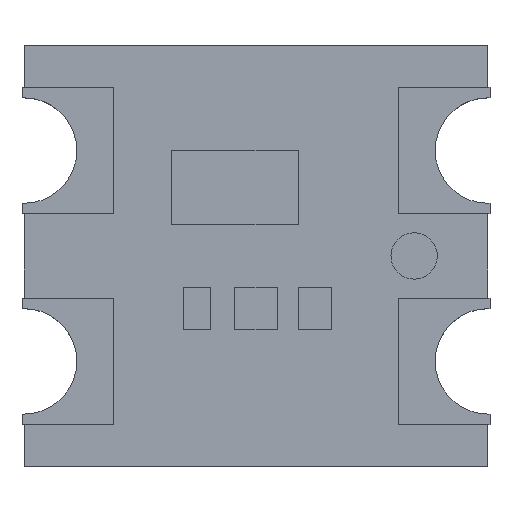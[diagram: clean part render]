
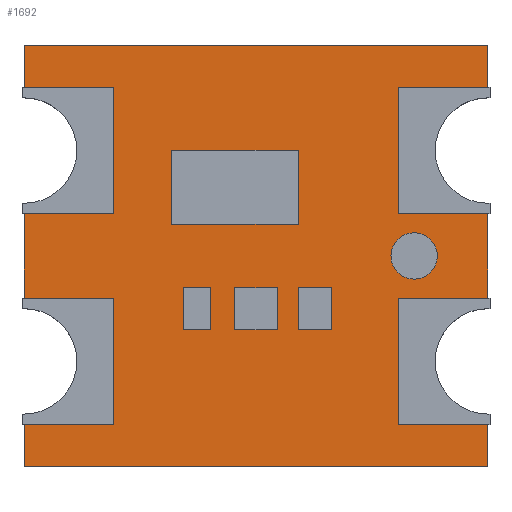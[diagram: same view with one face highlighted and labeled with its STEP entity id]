
A CAD part, top view. The second image highlights one B-rep face of the part: STEP entity #1692.
In plain terms, the highlighted planar face has unit normal (0, 0, 1).
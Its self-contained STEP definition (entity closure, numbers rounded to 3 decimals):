
#14=FACE_BOUND('',#187,.T.);
#15=FACE_BOUND('',#188,.T.);
#16=FACE_BOUND('',#189,.T.);
#17=FACE_BOUND('',#190,.T.);
#18=FACE_BOUND('',#191,.T.);
#21=CIRCLE('',#1736,0.11);
#101=FACE_OUTER_BOUND('',#186,.T.);
#186=EDGE_LOOP('',(#1351,#1352,#1353,#1354,#1355,#1356,#1357,#1358,#1359,
#1360,#1361,#1362,#1363,#1364,#1365,#1366,#1367,#1368,#1369,#1370));
#187=EDGE_LOOP('',(#1371));
#188=EDGE_LOOP('',(#1372,#1373,#1374,#1375));
#189=EDGE_LOOP('',(#1376,#1377,#1378,#1379));
#190=EDGE_LOOP('',(#1380,#1381,#1382,#1383));
#191=EDGE_LOOP('',(#1384,#1385,#1386,#1387));
#236=LINE('',#2293,#457);
#240=LINE('',#2301,#461);
#243=LINE('',#2307,#464);
#246=LINE('',#2312,#467);
#248=LINE('',#2318,#469);
#252=LINE('',#2326,#473);
#255=LINE('',#2332,#476);
#258=LINE('',#2337,#479);
#260=LINE('',#2343,#481);
#264=LINE('',#2351,#485);
#267=LINE('',#2357,#488);
#270=LINE('',#2362,#491);
#272=LINE('',#2368,#493);
#276=LINE('',#2376,#497);
#279=LINE('',#2382,#500);
#282=LINE('',#2387,#503);
#320=LINE('',#2470,#541);
#331=LINE('',#2494,#552);
#350=LINE('',#2535,#571);
#367=LINE('',#2567,#588);
#369=LINE('',#2571,#590);
#375=LINE('',#2585,#596);
#392=LINE('',#2617,#613);
#395=LINE('',#2624,#616);
#399=LINE('',#2634,#620);
#404=LINE('',#2642,#625);
#406=LINE('',#2648,#627);
#407=LINE('',#2650,#628);
#408=LINE('',#2651,#629);
#409=LINE('',#2653,#630);
#410=LINE('',#2654,#631);
#411=LINE('',#2655,#632);
#412=LINE('',#2656,#633);
#413=LINE('',#2658,#634);
#414=LINE('',#2660,#635);
#415=LINE('',#2661,#636);
#457=VECTOR('',#1875,10.);
#461=VECTOR('',#1881,10.);
#464=VECTOR('',#1886,10.);
#467=VECTOR('',#1891,10.);
#469=VECTOR('',#1897,10.);
#473=VECTOR('',#1903,10.);
#476=VECTOR('',#1908,10.);
#479=VECTOR('',#1913,10.);
#481=VECTOR('',#1919,10.);
#485=VECTOR('',#1925,10.);
#488=VECTOR('',#1930,10.);
#491=VECTOR('',#1935,10.);
#493=VECTOR('',#1941,10.);
#497=VECTOR('',#1947,10.);
#500=VECTOR('',#1952,10.);
#503=VECTOR('',#1957,10.);
#541=VECTOR('',#2019,10.);
#552=VECTOR('',#2036,10.);
#571=VECTOR('',#2065,10.);
#588=VECTOR('',#2092,10.);
#590=VECTOR('',#2096,10.);
#596=VECTOR('',#2108,10.);
#613=VECTOR('',#2135,10.);
#616=VECTOR('',#2140,10.);
#620=VECTOR('',#2150,10.);
#625=VECTOR('',#2157,10.);
#627=VECTOR('',#2165,10.);
#628=VECTOR('',#2166,10.);
#629=VECTOR('',#2167,10.);
#630=VECTOR('',#2168,10.);
#631=VECTOR('',#2169,10.);
#632=VECTOR('',#2170,10.);
#633=VECTOR('',#2171,10.);
#634=VECTOR('',#2172,10.);
#635=VECTOR('',#2173,10.);
#636=VECTOR('',#2174,10.);
#670=VERTEX_POINT('',#2286);
#671=VERTEX_POINT('',#2291);
#672=VERTEX_POINT('',#2292);
#675=VERTEX_POINT('',#2300);
#677=VERTEX_POINT('',#2306);
#679=VERTEX_POINT('',#2316);
#680=VERTEX_POINT('',#2317);
#683=VERTEX_POINT('',#2325);
#685=VERTEX_POINT('',#2331);
#687=VERTEX_POINT('',#2341);
#688=VERTEX_POINT('',#2342);
#691=VERTEX_POINT('',#2350);
#693=VERTEX_POINT('',#2356);
#695=VERTEX_POINT('',#2366);
#696=VERTEX_POINT('',#2367);
#699=VERTEX_POINT('',#2375);
#701=VERTEX_POINT('',#2381);
#734=VERTEX_POINT('',#2467);
#735=VERTEX_POINT('',#2469);
#744=VERTEX_POINT('',#2491);
#745=VERTEX_POINT('',#2493);
#761=VERTEX_POINT('',#2532);
#762=VERTEX_POINT('',#2534);
#772=VERTEX_POINT('',#2565);
#773=VERTEX_POINT('',#2570);
#777=VERTEX_POINT('',#2582);
#778=VERTEX_POINT('',#2584);
#788=VERTEX_POINT('',#2615);
#790=VERTEX_POINT('',#2621);
#791=VERTEX_POINT('',#2623);
#793=VERTEX_POINT('',#2632);
#794=VERTEX_POINT('',#2633);
#797=VERTEX_POINT('',#2647);
#798=VERTEX_POINT('',#2649);
#799=VERTEX_POINT('',#2652);
#800=VERTEX_POINT('',#2657);
#801=VERTEX_POINT('',#2659);
#833=EDGE_CURVE('',#670,#670,#21,.T.);
#834=EDGE_CURVE('',#671,#672,#236,.T.);
#838=EDGE_CURVE('',#672,#675,#240,.T.);
#841=EDGE_CURVE('',#675,#677,#243,.T.);
#844=EDGE_CURVE('',#677,#671,#246,.T.);
#846=EDGE_CURVE('',#679,#680,#248,.T.);
#850=EDGE_CURVE('',#680,#683,#252,.T.);
#853=EDGE_CURVE('',#683,#685,#255,.T.);
#856=EDGE_CURVE('',#685,#679,#258,.T.);
#858=EDGE_CURVE('',#687,#688,#260,.T.);
#862=EDGE_CURVE('',#688,#691,#264,.T.);
#865=EDGE_CURVE('',#691,#693,#267,.T.);
#868=EDGE_CURVE('',#693,#687,#270,.T.);
#870=EDGE_CURVE('',#695,#696,#272,.T.);
#874=EDGE_CURVE('',#696,#699,#276,.T.);
#877=EDGE_CURVE('',#699,#701,#279,.T.);
#880=EDGE_CURVE('',#701,#695,#282,.T.);
#918=EDGE_CURVE('',#735,#734,#320,.T.);
#929=EDGE_CURVE('',#745,#744,#331,.T.);
#948=EDGE_CURVE('',#762,#761,#350,.T.);
#966=EDGE_CURVE('',#734,#772,#367,.T.);
#968=EDGE_CURVE('',#773,#745,#369,.T.);
#975=EDGE_CURVE('',#778,#777,#375,.T.);
#993=EDGE_CURVE('',#744,#788,#392,.T.);
#996=EDGE_CURVE('',#791,#790,#395,.T.);
#1001=EDGE_CURVE('',#793,#794,#399,.T.);
#1006=EDGE_CURVE('',#794,#762,#404,.T.);
#1009=EDGE_CURVE('',#761,#797,#406,.T.);
#1010=EDGE_CURVE('',#797,#798,#407,.T.);
#1011=EDGE_CURVE('',#798,#778,#408,.T.);
#1012=EDGE_CURVE('',#777,#799,#409,.T.);
#1013=EDGE_CURVE('',#799,#735,#410,.T.);
#1014=EDGE_CURVE('',#772,#773,#411,.T.);
#1015=EDGE_CURVE('',#788,#791,#412,.T.);
#1016=EDGE_CURVE('',#790,#800,#413,.T.);
#1017=EDGE_CURVE('',#800,#801,#414,.T.);
#1018=EDGE_CURVE('',#801,#793,#415,.T.);
#1351=ORIENTED_EDGE('',*,*,#1001,.T.);
#1352=ORIENTED_EDGE('',*,*,#1006,.T.);
#1353=ORIENTED_EDGE('',*,*,#948,.T.);
#1354=ORIENTED_EDGE('',*,*,#1009,.T.);
#1355=ORIENTED_EDGE('',*,*,#1010,.T.);
#1356=ORIENTED_EDGE('',*,*,#1011,.T.);
#1357=ORIENTED_EDGE('',*,*,#975,.T.);
#1358=ORIENTED_EDGE('',*,*,#1012,.T.);
#1359=ORIENTED_EDGE('',*,*,#1013,.T.);
#1360=ORIENTED_EDGE('',*,*,#918,.T.);
#1361=ORIENTED_EDGE('',*,*,#966,.T.);
#1362=ORIENTED_EDGE('',*,*,#1014,.T.);
#1363=ORIENTED_EDGE('',*,*,#968,.T.);
#1364=ORIENTED_EDGE('',*,*,#929,.T.);
#1365=ORIENTED_EDGE('',*,*,#993,.T.);
#1366=ORIENTED_EDGE('',*,*,#1015,.T.);
#1367=ORIENTED_EDGE('',*,*,#996,.T.);
#1368=ORIENTED_EDGE('',*,*,#1016,.T.);
#1369=ORIENTED_EDGE('',*,*,#1017,.T.);
#1370=ORIENTED_EDGE('',*,*,#1018,.T.);
#1371=ORIENTED_EDGE('',*,*,#833,.T.);
#1372=ORIENTED_EDGE('',*,*,#834,.T.);
#1373=ORIENTED_EDGE('',*,*,#838,.T.);
#1374=ORIENTED_EDGE('',*,*,#841,.T.);
#1375=ORIENTED_EDGE('',*,*,#844,.T.);
#1376=ORIENTED_EDGE('',*,*,#846,.T.);
#1377=ORIENTED_EDGE('',*,*,#850,.T.);
#1378=ORIENTED_EDGE('',*,*,#853,.T.);
#1379=ORIENTED_EDGE('',*,*,#856,.T.);
#1380=ORIENTED_EDGE('',*,*,#858,.T.);
#1381=ORIENTED_EDGE('',*,*,#862,.T.);
#1382=ORIENTED_EDGE('',*,*,#865,.T.);
#1383=ORIENTED_EDGE('',*,*,#868,.T.);
#1384=ORIENTED_EDGE('',*,*,#870,.T.);
#1385=ORIENTED_EDGE('',*,*,#874,.T.);
#1386=ORIENTED_EDGE('',*,*,#877,.T.);
#1387=ORIENTED_EDGE('',*,*,#880,.T.);
#1565=PLANE('',#1798);
#1692=ADVANCED_FACE('',(#101,#14,#15,#16,#17,#18),#1565,.T.);
#1736=AXIS2_PLACEMENT_3D('',#2288,#1869,#1870);
#1798=AXIS2_PLACEMENT_3D('',#2646,#2163,#2164);
#1869=DIRECTION('center_axis',(0.,0.,-1.));
#1870=DIRECTION('ref_axis',(-1.,0.,0.));
#1875=DIRECTION('',(0.,1.,0.));
#1881=DIRECTION('',(1.,0.,0.));
#1886=DIRECTION('',(0.,-1.,0.));
#1891=DIRECTION('',(-1.,0.,0.));
#1897=DIRECTION('',(0.,-1.,0.));
#1903=DIRECTION('',(-1.,0.,0.));
#1908=DIRECTION('',(0.,1.,0.));
#1913=DIRECTION('',(1.,0.,0.));
#1919=DIRECTION('',(0.,1.,0.));
#1925=DIRECTION('',(1.,0.,0.));
#1930=DIRECTION('',(0.,-1.,0.));
#1935=DIRECTION('',(-1.,0.,0.));
#1941=DIRECTION('',(0.,-1.,0.));
#1947=DIRECTION('',(-1.,0.,0.));
#1952=DIRECTION('',(0.,1.,0.));
#1957=DIRECTION('',(1.,0.,0.));
#2019=DIRECTION('',(0.,-1.,0.));
#2036=DIRECTION('',(0.,-1.,0.));
#2065=DIRECTION('',(1.,0.,0.));
#2092=DIRECTION('',(1.,0.,0.));
#2096=DIRECTION('',(-1.,0.,0.));
#2108=DIRECTION('',(1.,0.,0.));
#2135=DIRECTION('',(1.,0.,0.));
#2140=DIRECTION('',(-1.,0.,0.));
#2150=DIRECTION('',(-1.,0.,0.));
#2157=DIRECTION('',(0.,1.,0.));
#2163=DIRECTION('center_axis',(0.,0.,1.));
#2164=DIRECTION('ref_axis',(1.,0.,0.));
#2165=DIRECTION('',(0.,1.,0.));
#2166=DIRECTION('',(-1.,0.,0.));
#2167=DIRECTION('',(0.,1.,0.));
#2168=DIRECTION('',(0.,1.,0.));
#2169=DIRECTION('',(-1.,0.,0.));
#2170=DIRECTION('',(0.,-1.,0.));
#2171=DIRECTION('',(0.,-1.,0.));
#2172=DIRECTION('',(0.,-1.,0.));
#2173=DIRECTION('',(1.,0.,0.));
#2174=DIRECTION('',(0.,1.,0.));
#2286=CARTESIAN_POINT('',(0.86,0.,0.28));
#2288=CARTESIAN_POINT('Origin',(0.75,0.,0.28));
#2291=CARTESIAN_POINT('',(-0.4,0.15,0.28));
#2292=CARTESIAN_POINT('',(-0.4,0.5,0.28));
#2293=CARTESIAN_POINT('',(-0.4,0.25,0.28));
#2300=CARTESIAN_POINT('',(0.2,0.5,0.28));
#2301=CARTESIAN_POINT('',(0.1,0.5,0.28));
#2306=CARTESIAN_POINT('',(0.2,0.15,0.28));
#2307=CARTESIAN_POINT('',(0.2,0.075,0.28));
#2312=CARTESIAN_POINT('',(-0.2,0.15,0.28));
#2316=CARTESIAN_POINT('',(0.36,-0.15,0.28));
#2317=CARTESIAN_POINT('',(0.36,-0.35,0.28));
#2318=CARTESIAN_POINT('',(0.36,-0.175,0.28));
#2325=CARTESIAN_POINT('',(0.2,-0.35,0.28));
#2326=CARTESIAN_POINT('',(0.1,-0.35,0.28));
#2331=CARTESIAN_POINT('',(0.2,-0.15,0.28));
#2332=CARTESIAN_POINT('',(0.2,-0.075,0.28));
#2337=CARTESIAN_POINT('',(0.18,-0.15,0.28));
#2341=CARTESIAN_POINT('',(-0.1,-0.35,0.28));
#2342=CARTESIAN_POINT('',(-0.1,-0.15,0.28));
#2343=CARTESIAN_POINT('',(-0.1,-0.075,0.28));
#2350=CARTESIAN_POINT('',(0.1,-0.15,0.28));
#2351=CARTESIAN_POINT('',(0.05,-0.15,0.28));
#2356=CARTESIAN_POINT('',(0.1,-0.35,0.28));
#2357=CARTESIAN_POINT('',(0.1,-0.175,0.28));
#2362=CARTESIAN_POINT('',(-0.05,-0.35,0.28));
#2366=CARTESIAN_POINT('',(-0.215,-0.15,0.28));
#2367=CARTESIAN_POINT('',(-0.215,-0.35,0.28));
#2368=CARTESIAN_POINT('',(-0.215,-0.175,0.28));
#2375=CARTESIAN_POINT('',(-0.345,-0.35,0.28));
#2376=CARTESIAN_POINT('',(-0.173,-0.35,0.28));
#2381=CARTESIAN_POINT('',(-0.345,-0.15,0.28));
#2382=CARTESIAN_POINT('',(-0.345,-0.075,0.28));
#2387=CARTESIAN_POINT('',(-0.108,-0.15,0.28));
#2467=CARTESIAN_POINT('',(-1.1,0.8,0.28));
#2469=CARTESIAN_POINT('',(-1.1,1.,0.28));
#2470=CARTESIAN_POINT('',(-1.1,-1.,0.28));
#2491=CARTESIAN_POINT('',(-1.1,-0.2,0.28));
#2493=CARTESIAN_POINT('',(-1.1,0.2,0.28));
#2494=CARTESIAN_POINT('',(-1.1,-1.,0.28));
#2532=CARTESIAN_POINT('',(1.1,-0.2,0.28));
#2534=CARTESIAN_POINT('',(0.675,-0.2,0.28));
#2535=CARTESIAN_POINT('',(0.55,-0.2,0.28));
#2565=CARTESIAN_POINT('',(-0.675,0.8,0.28));
#2567=CARTESIAN_POINT('',(-0.338,0.8,0.28));
#2570=CARTESIAN_POINT('',(-0.675,0.2,0.28));
#2571=CARTESIAN_POINT('',(-0.55,0.2,0.28));
#2582=CARTESIAN_POINT('',(1.1,0.8,0.28));
#2584=CARTESIAN_POINT('',(0.675,0.8,0.28));
#2585=CARTESIAN_POINT('',(0.55,0.8,0.28));
#2615=CARTESIAN_POINT('',(-0.675,-0.2,0.28));
#2617=CARTESIAN_POINT('',(-0.338,-0.2,0.28));
#2621=CARTESIAN_POINT('',(-1.1,-0.8,0.28));
#2623=CARTESIAN_POINT('',(-0.675,-0.8,0.28));
#2624=CARTESIAN_POINT('',(-0.55,-0.8,0.28));
#2632=CARTESIAN_POINT('',(1.1,-0.8,0.28));
#2633=CARTESIAN_POINT('',(0.675,-0.8,0.28));
#2634=CARTESIAN_POINT('',(0.338,-0.8,0.28));
#2642=CARTESIAN_POINT('',(0.675,-0.1,0.28));
#2646=CARTESIAN_POINT('Origin',(0.,0.,0.28));
#2647=CARTESIAN_POINT('',(1.1,0.2,0.28));
#2648=CARTESIAN_POINT('',(1.1,1.,0.28));
#2649=CARTESIAN_POINT('',(0.675,0.2,0.28));
#2650=CARTESIAN_POINT('',(0.338,0.2,0.28));
#2651=CARTESIAN_POINT('',(0.675,0.4,0.28));
#2652=CARTESIAN_POINT('',(1.1,1.,0.28));
#2653=CARTESIAN_POINT('',(1.1,1.,0.28));
#2654=CARTESIAN_POINT('',(-1.1,1.,0.28));
#2655=CARTESIAN_POINT('',(-0.675,0.1,0.28));
#2656=CARTESIAN_POINT('',(-0.675,-0.4,0.28));
#2657=CARTESIAN_POINT('',(-1.1,-1.,0.28));
#2658=CARTESIAN_POINT('',(-1.1,-1.,0.28));
#2659=CARTESIAN_POINT('',(1.1,-1.,0.28));
#2660=CARTESIAN_POINT('',(1.1,-1.,0.28));
#2661=CARTESIAN_POINT('',(1.1,1.,0.28));
